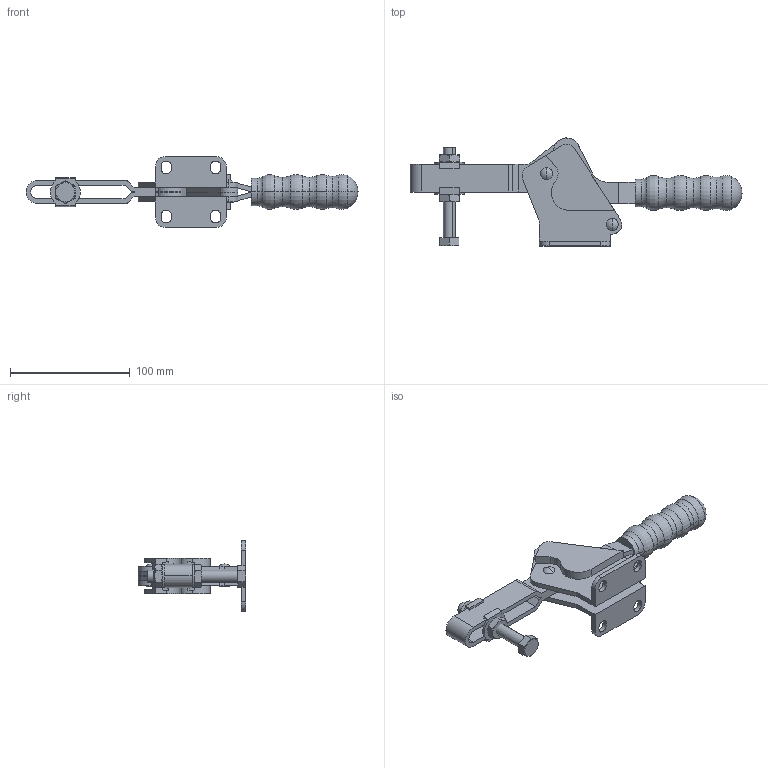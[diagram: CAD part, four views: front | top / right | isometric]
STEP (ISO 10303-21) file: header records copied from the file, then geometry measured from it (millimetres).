
FILE_DESCRIPTION (( 'STEP AP214' ), '1' );
FILE_NAME ('493787(GH-23502-B).STEP', '2019-01-11T03:36:56', ( 'LinWei' ), ( '' ), 'SwSTEP 2.0', 'SolidWorks 2016', '' );
FILE_SCHEMA (( 'AUTOMOTIVE_DESIGN' ));
Length unit declared in the file: millimetre
Products named in the file (6): Group4^493787(GH-23502-B); Group3^493787(GH-23502-B); Group1^493787(GH-23502-B); 493787(GH-23502-B); 123502B08-1^493787(GH-23502-B); Group5^493787(GH-23502-B)
Assembly tree (5 placements, depth 2):
  493787(GH-23502-B)
    Group1^493787(GH-23502-B)
    Group3^493787(GH-23502-B)
    Group4^493787(GH-23502-B)
    Group5^493787(GH-23502-B)
    123502B08-1^493787(GH-23502-B)
Bounding box: 277 x 90.1 x 59 mm (x, y, z)
Volume: 152004 mm3; surface area: 73480.4 mm2
Topology: 4 solids, 7 shells, 322 faces, 816 edges, 524 vertices
Faces by surface type: plane 145, cylinder 105, cone 32, torus 30, sphere 10
Entity records: 11120 total; most frequent: CARTESIAN_POINT 1983, DIRECTION 1741, ORIENTED_EDGE 1632, EDGE_CURVE 816, AXIS2_PLACEMENT_3D 654, VERTEX_POINT 524, LINE 433, VECTOR 433
